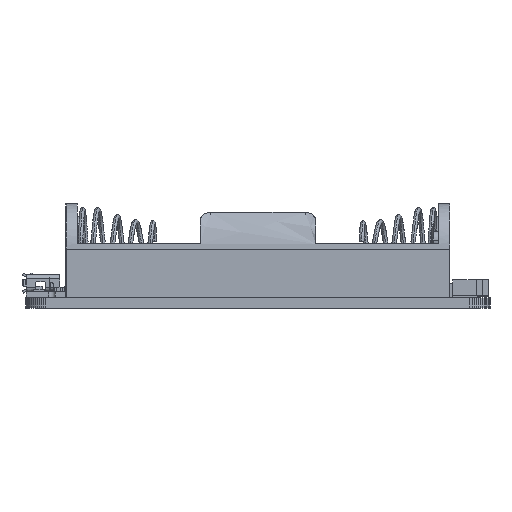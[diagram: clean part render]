
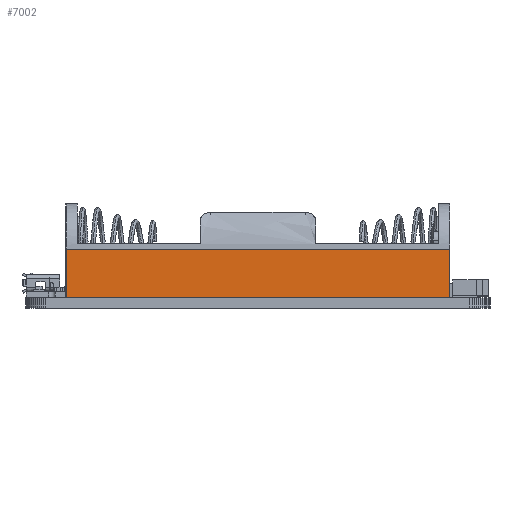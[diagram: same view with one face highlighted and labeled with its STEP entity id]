
A CAD part, front view. The second image highlights one B-rep face of the part: STEP entity #7002.
In plain terms, the highlighted planar face has unit normal (0, -1, 0).
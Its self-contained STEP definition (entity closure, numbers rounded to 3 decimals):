
#7002=ADVANCED_FACE('',(#12981),#95292,.T.);
#12981=FACE_OUTER_BOUND('',#19755,.T.);
#19755=EDGE_LOOP('',(#45245,#45246,#45247,#45248));
#45245=ORIENTED_EDGE('',*,*,#63613,.F.);
#45246=ORIENTED_EDGE('',*,*,#63655,.F.);
#45247=ORIENTED_EDGE('',*,*,#63654,.T.);
#45248=ORIENTED_EDGE('',*,*,#63581,.T.);
#63581=EDGE_CURVE('',#90123,#90124,#76539,.T.);
#63613=EDGE_CURVE('',#90153,#90124,#76561,.T.);
#63654=EDGE_CURVE('',#90184,#90123,#76586,.T.);
#63655=EDGE_CURVE('',#90184,#90153,#76587,.T.);
#76539=B_SPLINE_CURVE_WITH_KNOTS('',1,(#186391,#186392),.UNSPECIFIED.,.F.,
 .F.,(2,2),(0.,7.163),.UNSPECIFIED.);
#76561=B_SPLINE_CURVE_WITH_KNOTS('',1,(#186475,#186476),.UNSPECIFIED.,.F.,
 .F.,(2,2),(0.,56.998),.UNSPECIFIED.);
#76586=B_SPLINE_CURVE_WITH_KNOTS('',1,(#186573,#186574),.UNSPECIFIED.,.F.,
 .F.,(2,2),(0.,56.998),.UNSPECIFIED.);
#76587=B_SPLINE_CURVE_WITH_KNOTS('',1,(#186575,#186576),.UNSPECIFIED.,.F.,
 .F.,(2,2),(-7.163,0.),.UNSPECIFIED.);
#90123=VERTEX_POINT('',#185211);
#90124=VERTEX_POINT('',#185212);
#90153=VERTEX_POINT('',#185241);
#90184=VERTEX_POINT('',#185272);
#95292=PLANE('',#100812);
#100812=AXIS2_PLACEMENT_3D('',#179036,#105065,$);
#105065=DIRECTION('',(0.,-1.,0.));
#179036=CARTESIAN_POINT('',(51.366,-38.9,0.774));
#185211=CARTESIAN_POINT('',(45.546,-38.9,1.611));
#185212=CARTESIAN_POINT('',(45.546,-38.9,8.773));
#185241=CARTESIAN_POINT('',(-11.452,-38.9,8.773));
#185272=CARTESIAN_POINT('',(-11.452,-38.9,1.611));
#186391=CARTESIAN_POINT('',(45.546,-38.9,1.611));
#186392=CARTESIAN_POINT('',(45.546,-38.9,8.773));
#186475=CARTESIAN_POINT('',(-11.452,-38.9,8.773));
#186476=CARTESIAN_POINT('',(45.546,-38.9,8.773));
#186573=CARTESIAN_POINT('',(-11.452,-38.9,1.611));
#186574=CARTESIAN_POINT('',(45.546,-38.9,1.611));
#186575=CARTESIAN_POINT('',(-11.452,-38.9,1.611));
#186576=CARTESIAN_POINT('',(-11.452,-38.9,8.773));
